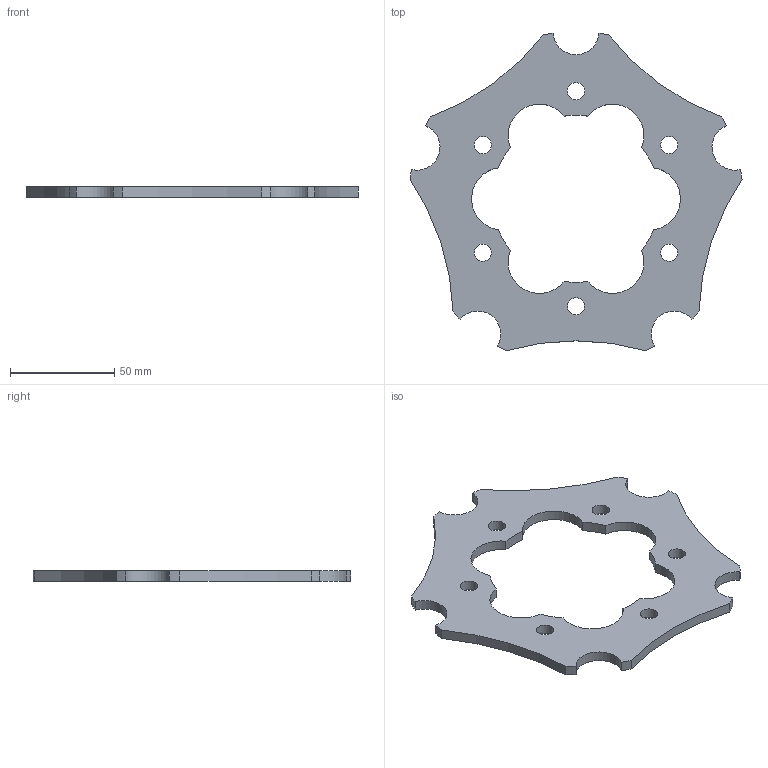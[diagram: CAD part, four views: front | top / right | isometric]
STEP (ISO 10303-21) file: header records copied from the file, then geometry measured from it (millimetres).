
FILE_DESCRIPTION(('FreeCAD Model'),'2;1');
FILE_NAME('Porte-disque.step', '2020-03-30T18:31:27',('Author'),(''), 'Open CASCADE STEP processor 7.3','FreeCAD','Unknown');
FILE_SCHEMA(('AUTOMOTIVE_DESIGN { 1 0 10303 214 1 1 1 1 }'));
Length unit declared in the file: millimetre
Products named in the file (1): PolarPattern002
Bounding box: 158.93 x 151.97 x 5 mm (x, y, z)
Volume: 48797.2 mm3; surface area: 24679.2 mm2
Topology: 1 solids, 1 shells, 40 faces, 114 edges, 76 vertices
Faces by surface type: cylinder 38, plane 2
Full cylindrical faces by diameter (mm): 8.2 x6
Entity records: 3051 total; most frequent: CARTESIAN_POINT 923, DIRECTION 386, ORIENTED_EDGE 228, PCURVE 228, DEFINITIONAL_REPRESENTATION 228, LINE 146, VECTOR 146, AXIS2_PLACEMENT_3D 117
